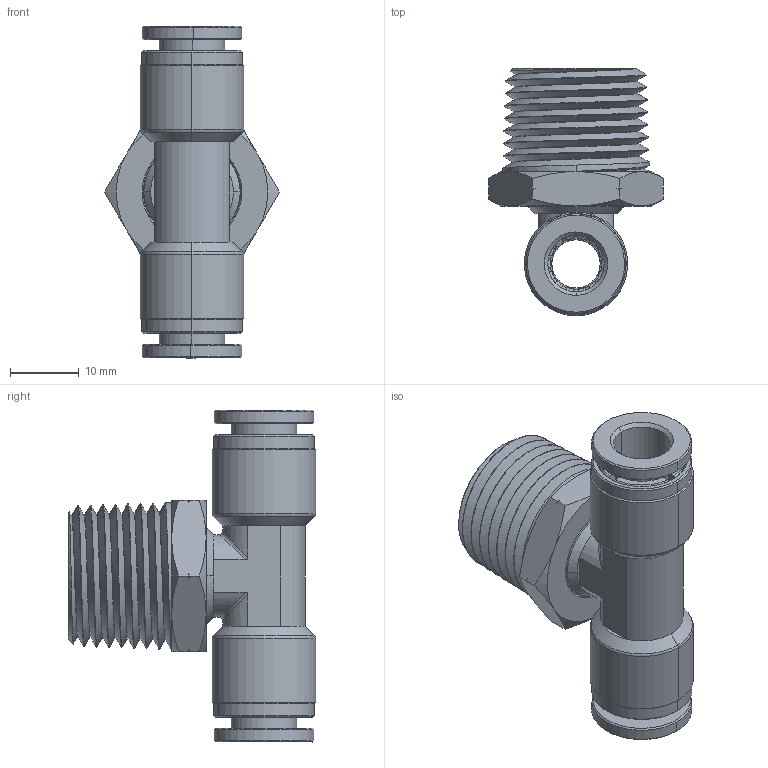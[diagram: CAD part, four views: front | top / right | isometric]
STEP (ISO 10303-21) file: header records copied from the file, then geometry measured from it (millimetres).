
FILE_DESCRIPTION (( 'STEP AP214' ), '1' );
FILE_NAME ('BTS5-16N1-2W.STEP', '2018-07-24T19:30:39', ( '' ), ( '' ), 'SwSTEP 2.0', 'SolidWorks 2016', '' );
FILE_SCHEMA (( 'AUTOMOTIVE_DESIGN' ));
Length unit declared in the file: millimetre
Products named in the file (1): BTS5-16N1-2W
Bounding box: 25.4 x 35.9 x 48.2 mm (x, y, z)
Volume: 9902.1 mm3; surface area: 11603.1 mm2
Topology: 12 solids, 12 shells, 908 faces, 2475 edges, 1604 vertices
Faces by surface type: plane 349, cone 315, cylinder 152, bspline 84, torus 8
Entity records: 44873 total; most frequent: CARTESIAN_POINT 13259, ORIENTED_EDGE 4950, DIRECTION 3981, EDGE_CURVE 2475, AXIS2_PLACEMENT_3D 1624, VERTEX_POINT 1604, EDGE_LOOP 947, UNCERTAINTY_MEASURE_WITH_UNIT 922
